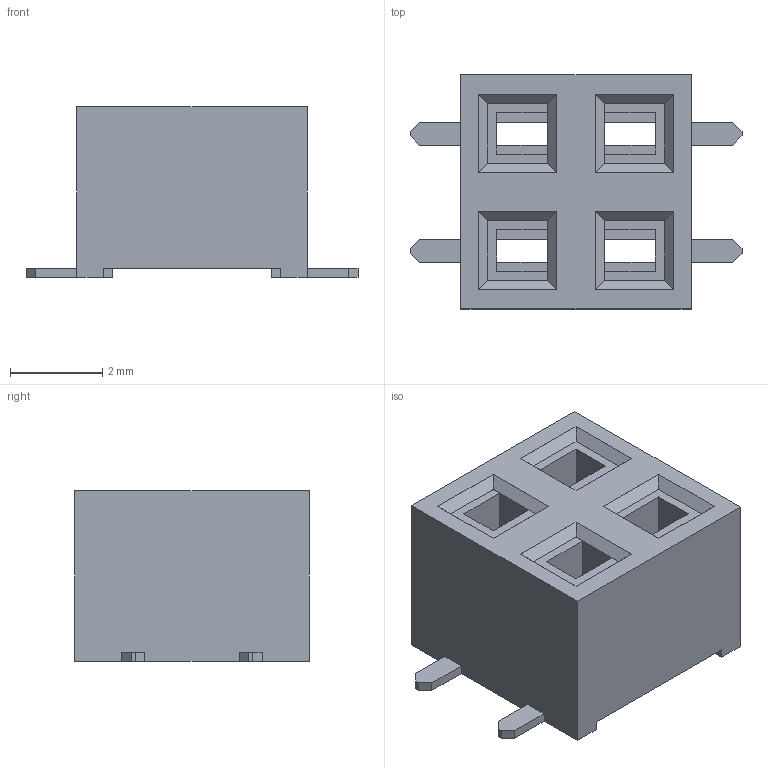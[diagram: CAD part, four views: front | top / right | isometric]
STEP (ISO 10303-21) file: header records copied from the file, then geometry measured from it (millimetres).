
FILE_DESCRIPTION(/* description */ ('model of Wuerth_WR-PHD_610004243021_SMD_2x02_P2.54mm_Vertical'),/* implementation_level */ '2;1');
FILE_NAME(/* name */ 'Wuerth_WR-PHD_610004243021_SMD_2x02_P2.54mm_Vertical.step',/* time_stamp */ '2024-05-29T23:25:12',/* author */ ('KiCAD','kicad'),/* organization */ ('OCCT'),/* preprocessor_version */ '',/* originating_system */ 'KiCAD',/* authorisation */ '');
FILE_SCHEMA(('AUTOMOTIVE_DESIGN { 1 0 10303 214 1 1 1 1 }'));
Length unit declared in the file: millimetre
Products named in the file (1): Wuerth_WR-PHD_610004243021_SMD_2x02_P2.54mm_Vertical
Bounding box: 7.2 x 5.08 x 3.7 mm (x, y, z)
Volume: 75.5 mm3; surface area: 197 mm2
Topology: 1 solids, 1 shells, 186 faces, 484 edges, 296 vertices
Faces by surface type: plane 186
Entity records: 7511 total; most frequent: ORIENTED_EDGE 984, CARTESIAN_POINT 967, DIRECTION 858, EDGE_CURVE 484, LINE 484, VECTOR 484, VERTEX_POINT 296, PRESENTATION_STYLE_ASSIGNMENT 222
